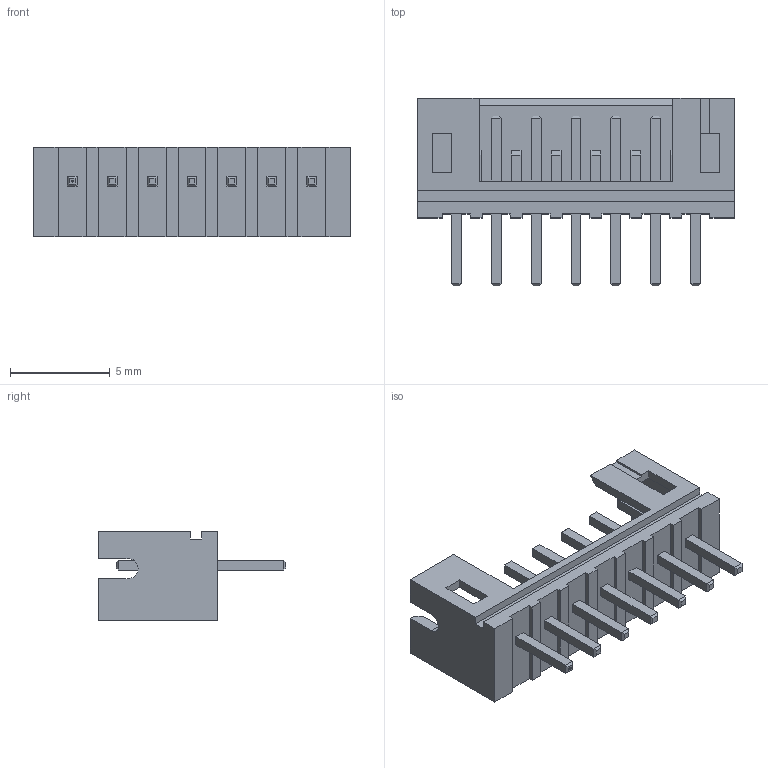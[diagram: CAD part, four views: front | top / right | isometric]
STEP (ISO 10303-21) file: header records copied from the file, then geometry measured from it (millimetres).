
FILE_DESCRIPTION (( 'STEP AP214' ), '1' );
FILE_NAME ('JST-B7B-PH-K-S.STEP', '2020-12-29T22:28:25', ( '' ), ( '' ), 'SwSTEP 2.0', 'SolidWorks 2020', '' );
FILE_SCHEMA (( 'AUTOMOTIVE_DESIGN' ));
Length unit declared in the file: millimetre
Products named in the file (1): JST-B7B-PH-K-S
Bounding box: 15.9 x 9.4 x 4.5 mm (x, y, z)
Volume: 169 mm3; surface area: 593 mm2
Topology: 1 solids, 1 shells, 233 faces, 589 edges, 372 vertices
Faces by surface type: plane 229, cylinder 4
Entity records: 9347 total; most frequent: CARTESIAN_POINT 1195, ORIENTED_EDGE 1178, DIRECTION 1065, EDGE_CURVE 589, VECTOR 581, LINE 581, VERTEX_POINT 372, EDGE_LOOP 251
